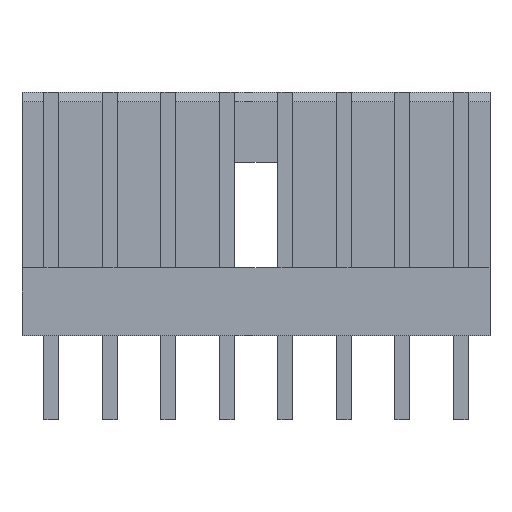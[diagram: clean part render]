
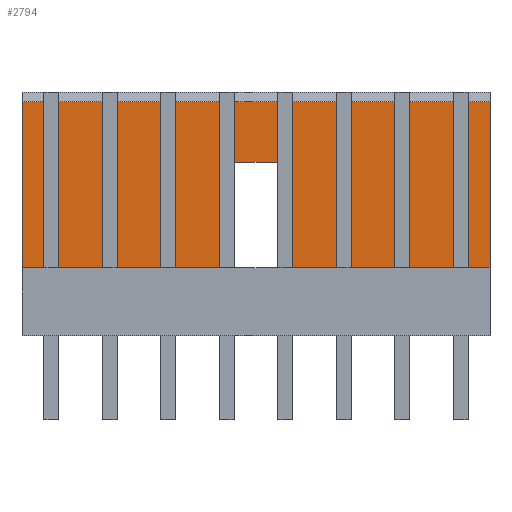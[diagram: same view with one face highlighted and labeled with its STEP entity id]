
A CAD part, front view. The second image highlights one B-rep face of the part: STEP entity #2794.
In plain terms, the highlighted planar face has unit normal (0, -1, 0).
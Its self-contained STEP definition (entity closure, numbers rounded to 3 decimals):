
#138=DIRECTION('',(0.,0.,-1.));
#139=VECTOR('',#138,7.1);
#140=CARTESIAN_POINT('',(-10.,1.6,-0.4));
#141=LINE('',#140,#139);
#490=DIRECTION('',(1.,0.,0.));
#491=VECTOR('',#490,8.8);
#492=CARTESIAN_POINT('',(1.2,1.6,-7.5));
#493=LINE('',#492,#491);
#494=DIRECTION('',(1.,0.,0.));
#495=VECTOR('',#494,8.8);
#496=CARTESIAN_POINT('',(-10.,1.6,-7.5));
#497=LINE('',#496,#495);
#1010=DIRECTION('',(-1.,0.,0.));
#1011=VECTOR('',#1010,20.);
#1012=CARTESIAN_POINT('',(10.,1.6,-0.4));
#1013=LINE('',#1012,#1011);
#1014=DIRECTION('',(0.,0.,1.));
#1015=VECTOR('',#1014,4.5);
#1016=CARTESIAN_POINT('',(1.2,1.6,-7.5));
#1017=LINE('',#1016,#1015);
#1018=DIRECTION('',(1.,0.,0.));
#1019=VECTOR('',#1018,2.4);
#1020=CARTESIAN_POINT('',(-1.2,1.6,-3.));
#1021=LINE('',#1020,#1019);
#1022=DIRECTION('',(0.,0.,1.));
#1023=VECTOR('',#1022,4.5);
#1024=CARTESIAN_POINT('',(-1.2,1.6,-7.5));
#1025=LINE('',#1024,#1023);
#1050=DIRECTION('',(0.,0.,-1.));
#1051=VECTOR('',#1050,7.1);
#1052=CARTESIAN_POINT('',(10.,1.6,-0.4));
#1053=LINE('',#1052,#1051);
#1058=CARTESIAN_POINT('',(-10.,1.6,-7.5));
#1060=VERTEX_POINT('',#1058);
#1066=CARTESIAN_POINT('',(10.,1.6,-7.5));
#1068=VERTEX_POINT('',#1066);
#1174=CARTESIAN_POINT('',(1.2,1.6,-7.5));
#1176=VERTEX_POINT('',#1174);
#1180=CARTESIAN_POINT('',(1.2,1.6,-3.));
#1181=VERTEX_POINT('',#1180);
#1182=CARTESIAN_POINT('',(-1.2,1.6,-3.));
#1183=VERTEX_POINT('',#1182);
#1184=CARTESIAN_POINT('',(-1.2,1.6,-7.5));
#1185=VERTEX_POINT('',#1184);
#1198=CARTESIAN_POINT('',(-10.,1.6,-0.4));
#1200=VERTEX_POINT('',#1198);
#1204=CARTESIAN_POINT('',(10.,1.6,-0.4));
#1205=VERTEX_POINT('',#1204);
#2777=CARTESIAN_POINT('',(-10.,1.6,0.));
#2778=DIRECTION('',(0.,-1.,0.));
#2779=DIRECTION('',(0.,0.,-1.));
#2780=AXIS2_PLACEMENT_3D('',#2777,#2778,#2779);
#2781=PLANE('',#2780);
#2782=ORIENTED_EDGE('',*,*,#1398,.F.);
#2784=ORIENTED_EDGE('',*,*,#2783,.T.);
#2785=ORIENTED_EDGE('',*,*,#1578,.F.);
#2786=ORIENTED_EDGE('',*,*,#2743,.T.);
#2788=ORIENTED_EDGE('',*,*,#2787,.F.);
#2789=ORIENTED_EDGE('',*,*,#2767,.F.);
#2790=ORIENTED_EDGE('',*,*,#1585,.F.);
#2791=ORIENTED_EDGE('',*,*,#1373,.F.);
#2792=EDGE_LOOP('',(#2782,#2784,#2785,#2786,#2788,#2789,#2790,#2791));
#2793=FACE_OUTER_BOUND('',#2792,.F.);
#1373=EDGE_CURVE('',#1200,#1060,#141,.T.);
#1398=EDGE_CURVE('',#1205,#1200,#1013,.T.);
#1578=EDGE_CURVE('',#1176,#1068,#493,.T.);
#1585=EDGE_CURVE('',#1060,#1185,#497,.T.);
#2743=EDGE_CURVE('',#1176,#1181,#1017,.T.);
#2767=EDGE_CURVE('',#1185,#1183,#1025,.T.);
#2783=EDGE_CURVE('',#1205,#1068,#1053,.T.);
#2787=EDGE_CURVE('',#1183,#1181,#1021,.T.);
#2794=ADVANCED_FACE('',(#2793),#2781,.T.);
